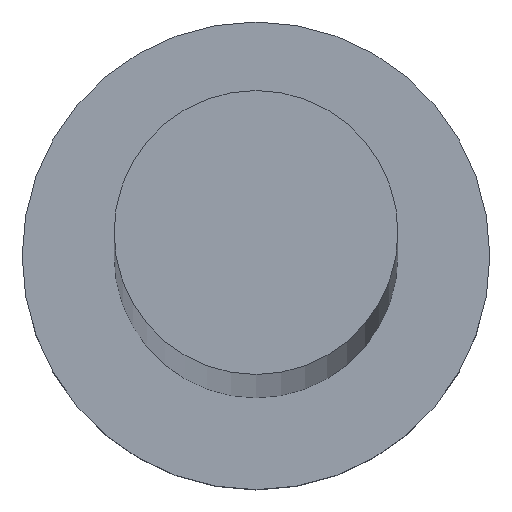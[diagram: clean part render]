
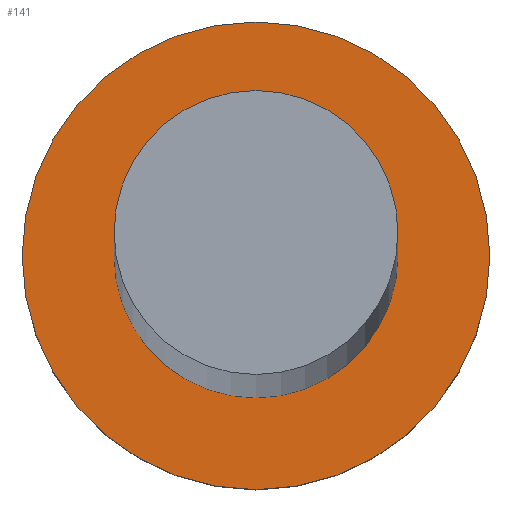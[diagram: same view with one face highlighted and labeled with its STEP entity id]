
A CAD part, top view. The second image highlights one B-rep face of the part: STEP entity #141.
In plain terms, the highlighted planar face has unit normal (0, 0, 1).
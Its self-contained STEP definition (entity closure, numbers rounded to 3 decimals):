
#1 = CIRCLE ( 'NONE', #74, 7. ) ;
#7 = CARTESIAN_POINT ( 'NONE',  ( 7., 0., 5. ) ) ;
#10 = DIRECTION ( 'NONE',  ( 0., 0., 1. ) ) ;
#32 = VERTEX_POINT ( 'NONE', #230 ) ;
#37 = PLANE ( 'NONE',  #83 ) ;
#47 = DIRECTION ( 'NONE',  ( 1., 0., 0. ) ) ;
#72 = DIRECTION ( 'NONE',  ( 1., 0., 0. ) ) ;
#73 = DIRECTION ( 'NONE',  ( 0., 0., 1. ) ) ;
#74 = AXIS2_PLACEMENT_3D ( 'NONE', #109, #186, #47 ) ;
#83 = AXIS2_PLACEMENT_3D ( 'NONE', #153, #233, #246 ) ;
#89 = DIRECTION ( 'NONE',  ( 1., 0., 0. ) ) ;
#91 = ORIENTED_EDGE ( 'NONE', *, *, #136, .F. ) ;
#93 = DIRECTION ( 'NONE',  ( 0., 0., 1. ) ) ;
#105 = ORIENTED_EDGE ( 'NONE', *, *, #214, .T. ) ;
#106 = CARTESIAN_POINT ( 'NONE',  ( 0., 0., 5. ) ) ;
#107 = CARTESIAN_POINT ( 'NONE',  ( -4.25, 0., 5. ) ) ;
#109 = CARTESIAN_POINT ( 'NONE',  ( 0., 0., 5. ) ) ;
#119 = AXIS2_PLACEMENT_3D ( 'NONE', #106, #10, #89 ) ;
#126 = CIRCLE ( 'NONE', #196, 4.25 ) ;
#132 = EDGE_CURVE ( 'NONE', #188, #182, #126, .T. ) ;
#133 = FACE_OUTER_BOUND ( 'NONE', #211, .T. ) ;
#136 = EDGE_CURVE ( 'NONE', #182, #188, #223, .T. ) ;
#141 = ADVANCED_FACE ( 'NONE', ( #212, #133 ), #37, .T. ) ;
#153 = CARTESIAN_POINT ( 'NONE',  ( 0., 0., 5. ) ) ;
#171 = ORIENTED_EDGE ( 'NONE', *, *, #132, .F. ) ;
#172 = DIRECTION ( 'NONE',  ( 1., 0., 0. ) ) ;
#173 = CARTESIAN_POINT ( 'NONE',  ( 0., 0., 5. ) ) ;
#175 = AXIS2_PLACEMENT_3D ( 'NONE', #252, #73, #72 ) ;
#177 = EDGE_LOOP ( 'NONE', ( #171, #91 ) ) ;
#182 = VERTEX_POINT ( 'NONE', #205 ) ;
#185 = EDGE_CURVE ( 'NONE', #32, #253, #1, .T. ) ;
#186 = DIRECTION ( 'NONE',  ( 0., 0., 1. ) ) ;
#188 = VERTEX_POINT ( 'NONE', #107 ) ;
#196 = AXIS2_PLACEMENT_3D ( 'NONE', #173, #93, #172 ) ;
#205 = CARTESIAN_POINT ( 'NONE',  ( 4.25, 0., 5. ) ) ;
#211 = EDGE_LOOP ( 'NONE', ( #227, #105 ) ) ;
#212 = FACE_BOUND ( 'NONE', #177, .T. ) ;
#214 = EDGE_CURVE ( 'NONE', #253, #32, #240, .T. ) ;
#223 = CIRCLE ( 'NONE', #175, 4.25 ) ;
#227 = ORIENTED_EDGE ( 'NONE', *, *, #185, .T. ) ;
#230 = CARTESIAN_POINT ( 'NONE',  ( -7., 0., 5. ) ) ;
#233 = DIRECTION ( 'NONE',  ( 0., 0., 1. ) ) ;
#240 = CIRCLE ( 'NONE', #119, 7. ) ;
#246 = DIRECTION ( 'NONE',  ( 1., 0., 0. ) ) ;
#252 = CARTESIAN_POINT ( 'NONE',  ( 0., 0., 5. ) ) ;
#253 = VERTEX_POINT ( 'NONE', #7 ) ;
